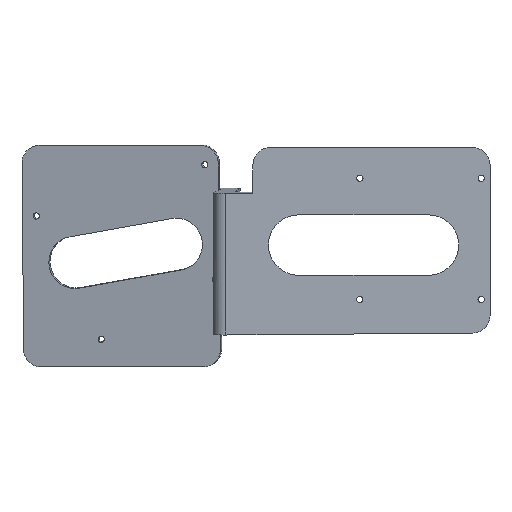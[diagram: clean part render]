
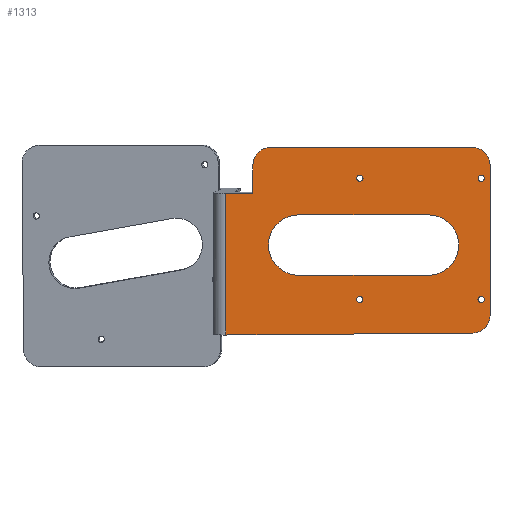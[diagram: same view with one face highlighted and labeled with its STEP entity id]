
A CAD part, left-side view. The second image highlights one B-rep face of the part: STEP entity #1313.
In plain terms, the highlighted planar face has unit normal (-1, 0, 0).
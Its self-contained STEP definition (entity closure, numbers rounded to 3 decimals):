
#23=FACE_BOUND('',#173,.T.);
#24=FACE_BOUND('',#174,.T.);
#25=FACE_BOUND('',#175,.T.);
#26=FACE_BOUND('',#176,.T.);
#27=FACE_BOUND('',#177,.T.);
#43=ELLIPSE('',#1422,10.082,10.);
#45=ELLIPSE('',#1425,10.021,10.);
#58=PLANE('',#1424);
#100=FACE_OUTER_BOUND('',#172,.T.);
#172=EDGE_LOOP('',(#970,#971,#972,#973,#974,#975,#976,#977,#978));
#173=EDGE_LOOP('',(#979,#980,#981,#982));
#174=EDGE_LOOP('',(#983));
#175=EDGE_LOOP('',(#984));
#176=EDGE_LOOP('',(#985));
#177=EDGE_LOOP('',(#986));
#252=LINE('',#1947,#384);
#271=LINE('',#2018,#403);
#288=LINE('',#2057,#420);
#289=LINE('',#2058,#421);
#290=LINE('',#2062,#422);
#291=LINE('',#2065,#423);
#292=LINE('',#2070,#424);
#293=LINE('',#2073,#425);
#384=VECTOR('',#1545,10.);
#403=VECTOR('',#1608,10.);
#420=VECTOR('',#1639,10.);
#421=VECTOR('',#1640,10.);
#422=VECTOR('',#1643,10.);
#423=VECTOR('',#1646,10.);
#424=VECTOR('',#1649,10.);
#425=VECTOR('',#1652,10.);
#523=CIRCLE('',#1426,10.);
#524=CIRCLE('',#1427,17.325);
#525=CIRCLE('',#1428,17.325);
#526=CIRCLE('',#1429,1.8);
#527=CIRCLE('',#1430,1.8);
#528=CIRCLE('',#1431,1.8);
#529=CIRCLE('',#1432,1.8);
#571=VERTEX_POINT('',#1944);
#572=VERTEX_POINT('',#1946);
#601=VERTEX_POINT('',#2015);
#602=VERTEX_POINT('',#2017);
#614=VERTEX_POINT('',#2048);
#615=VERTEX_POINT('',#2049);
#618=VERTEX_POINT('',#2059);
#619=VERTEX_POINT('',#2061);
#620=VERTEX_POINT('',#2063);
#621=VERTEX_POINT('',#2066);
#622=VERTEX_POINT('',#2067);
#623=VERTEX_POINT('',#2069);
#624=VERTEX_POINT('',#2071);
#625=VERTEX_POINT('',#2074);
#626=VERTEX_POINT('',#2076);
#627=VERTEX_POINT('',#2078);
#628=VERTEX_POINT('',#2080);
#703=EDGE_CURVE('',#572,#571,#252,.T.);
#738=EDGE_CURVE('',#602,#601,#271,.T.);
#754=EDGE_CURVE('',#614,#615,#43,.T.);
#758=EDGE_CURVE('',#614,#602,#288,.T.);
#759=EDGE_CURVE('',#601,#572,#289,.T.);
#760=EDGE_CURVE('',#618,#571,#45,.T.);
#761=EDGE_CURVE('',#619,#618,#290,.T.);
#762=EDGE_CURVE('',#620,#619,#523,.T.);
#763=EDGE_CURVE('',#615,#620,#291,.T.);
#764=EDGE_CURVE('',#621,#622,#524,.T.);
#765=EDGE_CURVE('',#622,#623,#292,.T.);
#766=EDGE_CURVE('',#623,#624,#525,.T.);
#767=EDGE_CURVE('',#624,#621,#293,.T.);
#768=EDGE_CURVE('',#625,#625,#526,.T.);
#769=EDGE_CURVE('',#626,#626,#527,.T.);
#770=EDGE_CURVE('',#627,#627,#528,.T.);
#771=EDGE_CURVE('',#628,#628,#529,.T.);
#970=ORIENTED_EDGE('',*,*,#754,.F.);
#971=ORIENTED_EDGE('',*,*,#758,.T.);
#972=ORIENTED_EDGE('',*,*,#738,.T.);
#973=ORIENTED_EDGE('',*,*,#759,.T.);
#974=ORIENTED_EDGE('',*,*,#703,.T.);
#975=ORIENTED_EDGE('',*,*,#760,.F.);
#976=ORIENTED_EDGE('',*,*,#761,.F.);
#977=ORIENTED_EDGE('',*,*,#762,.F.);
#978=ORIENTED_EDGE('',*,*,#763,.F.);
#979=ORIENTED_EDGE('',*,*,#764,.T.);
#980=ORIENTED_EDGE('',*,*,#765,.T.);
#981=ORIENTED_EDGE('',*,*,#766,.T.);
#982=ORIENTED_EDGE('',*,*,#767,.T.);
#983=ORIENTED_EDGE('',*,*,#768,.T.);
#984=ORIENTED_EDGE('',*,*,#769,.T.);
#985=ORIENTED_EDGE('',*,*,#770,.T.);
#986=ORIENTED_EDGE('',*,*,#771,.T.);
#1313=ADVANCED_FACE('',(#100,#23,#24,#25,#26,#27),#58,.F.);
#1422=AXIS2_PLACEMENT_3D('',#2050,#1631,#1632);
#1424=AXIS2_PLACEMENT_3D('',#2056,#1637,#1638);
#1425=AXIS2_PLACEMENT_3D('',#2060,#1641,#1642);
#1426=AXIS2_PLACEMENT_3D('',#2064,#1644,#1645);
#1427=AXIS2_PLACEMENT_3D('',#2068,#1647,#1648);
#1428=AXIS2_PLACEMENT_3D('',#2072,#1650,#1651);
#1429=AXIS2_PLACEMENT_3D('',#2075,#1653,#1654);
#1430=AXIS2_PLACEMENT_3D('',#2077,#1655,#1656);
#1431=AXIS2_PLACEMENT_3D('',#2079,#1657,#1658);
#1432=AXIS2_PLACEMENT_3D('',#2081,#1659,#1660);
#1545=DIRECTION('',(0.,-1.,0.008));
#1608=DIRECTION('',(0.,1.,-0.008));
#1631=DIRECTION('center_axis',(1.,0.,0.));
#1632=DIRECTION('ref_axis',(0.,1.,0.));
#1637=DIRECTION('center_axis',(1.,0.,0.));
#1638=DIRECTION('ref_axis',(0.,0.,-1.));
#1639=DIRECTION('',(0.,0.,-1.));
#1640=DIRECTION('',(0.,0.,-1.));
#1641=DIRECTION('center_axis',(1.,0.,0.));
#1642=DIRECTION('ref_axis',(0.,0.,-1.));
#1643=DIRECTION('',(0.,0.,-1.));
#1644=DIRECTION('center_axis',(1.,0.,0.));
#1645=DIRECTION('ref_axis',(0.,-0.707,0.707));
#1646=DIRECTION('',(0.,-1.,0.));
#1647=DIRECTION('center_axis',(1.,0.,0.));
#1648=DIRECTION('ref_axis',(0.,0.,1.));
#1649=DIRECTION('',(0.,1.,0.));
#1650=DIRECTION('center_axis',(1.,0.,0.));
#1651=DIRECTION('ref_axis',(0.,0.,-1.));
#1652=DIRECTION('',(0.,-1.,0.));
#1653=DIRECTION('center_axis',(1.,0.,0.));
#1654=DIRECTION('ref_axis',(0.,0.,-1.));
#1655=DIRECTION('center_axis',(1.,0.,0.));
#1656=DIRECTION('ref_axis',(0.,0.,-1.));
#1657=DIRECTION('center_axis',(1.,0.,0.));
#1658=DIRECTION('ref_axis',(0.,0.,-1.));
#1659=DIRECTION('center_axis',(1.,0.,0.));
#1660=DIRECTION('ref_axis',(0.,0.,-1.));
#1944=CARTESIAN_POINT('',(0.,9.921,-106.484));
#1946=CARTESIAN_POINT('',(0.,151.546,-107.6));
#1947=CARTESIAN_POINT('',(0.,115.074,-107.312));
#2015=CARTESIAN_POINT('',(0.,151.546,-26.448));
#2017=CARTESIAN_POINT('',(0.,136.013,-26.32));
#2018=CARTESIAN_POINT('',(0.,112.545,-26.127));
#2048=CARTESIAN_POINT('',(0.,136.013,-10.));
#2049=CARTESIAN_POINT('',(0.,125.931,0.));
#2050=CARTESIAN_POINT('Origin',(0.,125.931,-10.));
#2056=CARTESIAN_POINT('Origin',(0.,78.611,-54.939));
#2057=CARTESIAN_POINT('',(0.,136.013,-40.901));
#2058=CARTESIAN_POINT('',(0.,151.546,-40.469));
#2059=CARTESIAN_POINT('',(0.,0.,-96.463));
#2060=CARTESIAN_POINT('Origin',(0.,10.,-96.463));
#2061=CARTESIAN_POINT('',(0.,0.,-10.));
#2062=CARTESIAN_POINT('',(0.,0.,0.));
#2063=CARTESIAN_POINT('',(0.,10.,0.));
#2064=CARTESIAN_POINT('Origin',(0.,10.,-10.));
#2065=CARTESIAN_POINT('',(0.,136.1,0.));
#2066=CARTESIAN_POINT('',(0.,35.3,-38.675));
#2067=CARTESIAN_POINT('',(0.,35.3,-73.325));
#2068=CARTESIAN_POINT('Origin',(0.,35.3,-56.));
#2069=CARTESIAN_POINT('',(0.,109.8,-73.325));
#2070=CARTESIAN_POINT('',(0.,94.206,-73.325));
#2071=CARTESIAN_POINT('',(0.,109.8,-38.675));
#2072=CARTESIAN_POINT('Origin',(0.,109.8,-56.));
#2073=CARTESIAN_POINT('',(0.,56.956,-38.675));
#2074=CARTESIAN_POINT('',(0.,5.095,-85.46));
#2075=CARTESIAN_POINT('Origin',(0.,5.095,-87.26));
#2076=CARTESIAN_POINT('',(0.,5.063,-15.867));
#2077=CARTESIAN_POINT('Origin',(0.,5.063,-17.667));
#2078=CARTESIAN_POINT('',(0.,74.664,-15.83));
#2079=CARTESIAN_POINT('Origin',(0.,74.664,-17.63));
#2080=CARTESIAN_POINT('',(0.,74.698,-85.43));
#2081=CARTESIAN_POINT('Origin',(0.,74.698,-87.23));
